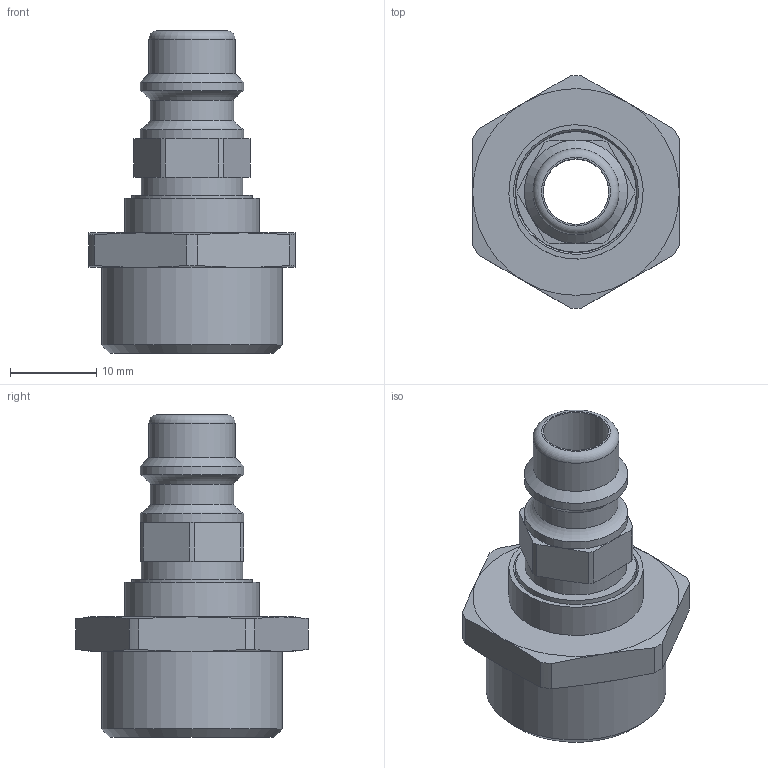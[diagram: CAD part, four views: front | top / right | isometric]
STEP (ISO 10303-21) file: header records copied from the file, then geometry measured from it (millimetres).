
FILE_DESCRIPTION(/* description */ (''),/* implementation_level */ '2;1');
FILE_NAME(/* name */ 'ESIFK 12 NABL.stp',/* time_stamp */ '2021-09-08T07:21:20+02:00',/* author */ ('Fabian.schmidt'),/* organization */ (''),/* preprocessor_version */ 'ST-DEVELOPER v17',/* originating_system */ 'Autodesk Inventor 2018',/* authorisation */ '0 mm^3');
FILE_SCHEMA (('AUTOMOTIVE_DESIGN { 1 0 10303 214 3 1 1 }'));
Length unit declared in the file: millimetre
Products named in the file (1): LUE_00027861
Bounding box: 24 x 27 x 37.5 mm (x, y, z)
Volume: 5524.5 mm3; surface area: 4088.3 mm2
Topology: 1 solids, 1 shells, 70 faces, 180 edges, 117 vertices
Faces by surface type: cone 25, cylinder 23, plane 19, torus 3
Full cylindrical faces by diameter (mm): 7.6 x1, 9.75 x1, 10 x1, 11 x1, 11.8 x1, 12 x2, 14 x1, 14.1 x1, 15.6 x1, 20.955 x1
Entity records: 2179 total; most frequent: CARTESIAN_POINT 454, DIRECTION 374, ORIENTED_EDGE 360, EDGE_CURVE 180, AXIS2_PLACEMENT_3D 166, VERTEX_POINT 117, CIRCLE 95, EDGE_LOOP 77
